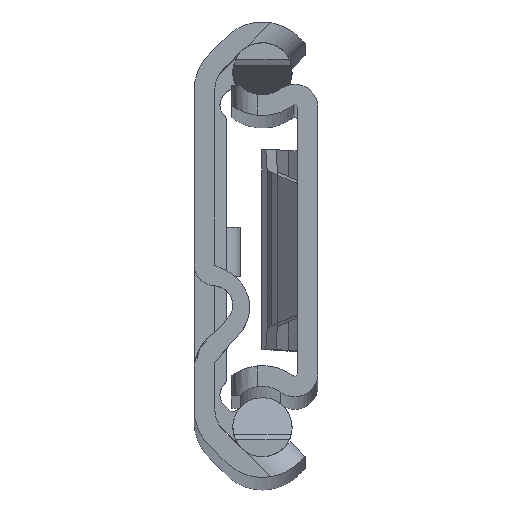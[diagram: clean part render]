
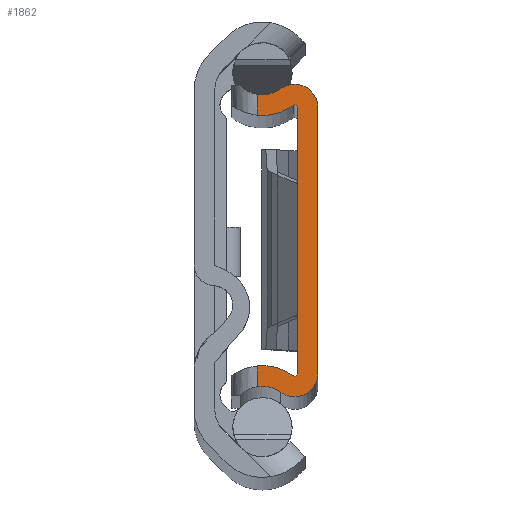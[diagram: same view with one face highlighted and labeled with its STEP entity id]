
A CAD part, top view. The second image highlights one B-rep face of the part: STEP entity #1862.
In plain terms, the highlighted planar face has unit normal (0, 0, 1).
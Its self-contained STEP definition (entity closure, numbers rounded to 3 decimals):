
#140 = ORIENTED_EDGE ( 'NONE', *, *, #9453, .T. ) ;
#177 = CARTESIAN_POINT ( 'NONE',  ( -1.92, 10.48, 0. ) ) ;
#680 = VERTEX_POINT ( 'NONE', #11168 ) ;
#693 = AXIS2_PLACEMENT_3D ( 'NONE', #3557, #11548, #3361 ) ;
#749 = CARTESIAN_POINT ( 'NONE',  ( -4.3, 13.67, 0. ) ) ;
#967 = VERTEX_POINT ( 'NONE', #7831 ) ;
#1170 = DIRECTION ( 'NONE',  ( 1., 0., 0. ) ) ;
#1181 = PLANE ( 'NONE',  #10545 ) ;
#1219 = VERTEX_POINT ( 'NONE', #8359 ) ;
#1240 = CARTESIAN_POINT ( 'NONE',  ( 0., -10.32, 0. ) ) ;
#1269 = DIRECTION ( 'NONE',  ( 0., 0., 1. ) ) ;
#1352 = AXIS2_PLACEMENT_3D ( 'NONE', #12113, #12042, #1970 ) ;
#1363 = CARTESIAN_POINT ( 'NONE',  ( -1.8, -10.32, 0. ) ) ;
#1375 = LINE ( 'NONE', #4374, #7313 ) ;
#1398 = CARTESIAN_POINT ( 'NONE',  ( -4.7, 11.324, 0. ) ) ;
#1520 = EDGE_CURVE ( 'NONE', #967, #4356, #12655, .T. ) ;
#1761 = DIRECTION ( 'NONE',  ( 1., 0., 0. ) ) ;
#1777 = CARTESIAN_POINT ( 'NONE',  ( -4.7, 10.32, 0. ) ) ;
#1862 = ADVANCED_FACE ( 'NONE', ( #7920 ), #1181, .T. ) ;
#1970 = DIRECTION ( 'NONE',  ( 1., 0., 0. ) ) ;
#2049 = AXIS2_PLACEMENT_3D ( 'NONE', #8242, #6067, #3256 ) ;
#2216 = DIRECTION ( 'NONE',  ( 0., 0., 1. ) ) ;
#2270 = DIRECTION ( 'NONE',  ( 0., 0., 1. ) ) ;
#2368 = DIRECTION ( 'NONE',  ( 0., 1., 0. ) ) ;
#2433 = LINE ( 'NONE', #6296, #12691 ) ;
#2437 = CARTESIAN_POINT ( 'NONE',  ( -2.877, 11.763, 0. ) ) ;
#2537 = AXIS2_PLACEMENT_3D ( 'NONE', #749, #4727, #8721 ) ;
#2698 = ORIENTED_EDGE ( 'NONE', *, *, #5710, .T. ) ;
#2877 = CIRCLE ( 'NONE', #8570, 0.2 ) ;
#3105 = VECTOR ( 'NONE', #6551, 1000. ) ;
#3256 = DIRECTION ( 'NONE',  ( 1., 0., 0. ) ) ;
#3361 = DIRECTION ( 'NONE',  ( 1., 0., 0. ) ) ;
#3396 = CIRCLE ( 'NONE', #693, 3.98 ) ;
#3557 = CARTESIAN_POINT ( 'NONE',  ( -4.3, -13.67, 0. ) ) ;
#3623 = ORIENTED_EDGE ( 'NONE', *, *, #1520, .T. ) ;
#3757 = ORIENTED_EDGE ( 'NONE', *, *, #8496, .T. ) ;
#3831 = VERTEX_POINT ( 'NONE', #4857 ) ;
#3877 = DIRECTION ( 'NONE',  ( 1., 0., 0. ) ) ;
#3966 = ORIENTED_EDGE ( 'NONE', *, *, #12372, .T. ) ;
#3975 = CARTESIAN_POINT ( 'NONE',  ( -1.8, 10.32, 0. ) ) ;
#4117 = ORIENTED_EDGE ( 'NONE', *, *, #7866, .T. ) ;
#4149 = AXIS2_PLACEMENT_3D ( 'NONE', #9114, #10094, #3877 ) ;
#4244 = AXIS2_PLACEMENT_3D ( 'NONE', #5118, #1269, #9957 ) ;
#4356 = VERTEX_POINT ( 'NONE', #5419 ) ;
#4374 = CARTESIAN_POINT ( 'NONE',  ( -1.6, 0., 0. ) ) ;
#4453 = DIRECTION ( 'NONE',  ( 0., -1., 0. ) ) ;
#4583 = LINE ( 'NONE', #1777, #5425 ) ;
#4727 = DIRECTION ( 'NONE',  ( 0., 0., -1. ) ) ;
#4759 = CARTESIAN_POINT ( 'NONE',  ( -1.8, 10.32, 0. ) ) ;
#4857 = CARTESIAN_POINT ( 'NONE',  ( -1.92, -10.48, 0. ) ) ;
#4903 = ORIENTED_EDGE ( 'NONE', *, *, #8581, .T. ) ;
#5118 = CARTESIAN_POINT ( 'NONE',  ( -4.3, 13.67, 0. ) ) ;
#5134 = VERTEX_POINT ( 'NONE', #1398 ) ;
#5150 = EDGE_CURVE ( 'NONE', #5676, #680, #2433, .T. ) ;
#5279 = CIRCLE ( 'NONE', #9468, 1.8 ) ;
#5419 = CARTESIAN_POINT ( 'NONE',  ( -2.877, -11.763, 0. ) ) ;
#5425 = VECTOR ( 'NONE', #4453, 1000. ) ;
#5676 = VERTEX_POINT ( 'NONE', #1240 ) ;
#5710 = EDGE_CURVE ( 'NONE', #680, #6070, #6230, .T. ) ;
#6067 = DIRECTION ( 'NONE',  ( 0., 0., 1. ) ) ;
#6070 = VERTEX_POINT ( 'NONE', #2437 ) ;
#6230 = CIRCLE ( 'NONE', #2049, 1.8 ) ;
#6296 = CARTESIAN_POINT ( 'NONE',  ( 0., 10.32, 0. ) ) ;
#6551 = DIRECTION ( 'NONE',  ( 0., -1., 0. ) ) ;
#6779 = ORIENTED_EDGE ( 'NONE', *, *, #5150, .T. ) ;
#6834 = EDGE_LOOP ( 'NONE', ( #12485, #4903, #3623, #9605, #6779, #2698, #140, #3757, #3966, #10698, #8104, #4117 ) ) ;
#7078 = EDGE_CURVE ( 'NONE', #12925, #7427, #1375, .T. ) ;
#7177 = CIRCLE ( 'NONE', #4244, 3.98 ) ;
#7241 = EDGE_CURVE ( 'NONE', #11893, #12925, #2877, .T. ) ;
#7313 = VECTOR ( 'NONE', #7525, 1000. ) ;
#7427 = VERTEX_POINT ( 'NONE', #7970 ) ;
#7525 = DIRECTION ( 'NONE',  ( 0., -1., 0. ) ) ;
#7655 = DIRECTION ( 'NONE',  ( 0., 0., -1. ) ) ;
#7831 = CARTESIAN_POINT ( 'NONE',  ( -4.7, -11.324, 0. ) ) ;
#7866 = EDGE_CURVE ( 'NONE', #7427, #3831, #8552, .T. ) ;
#7920 = FACE_OUTER_BOUND ( 'NONE', #6834, .T. ) ;
#7970 = CARTESIAN_POINT ( 'NONE',  ( -1.6, -10.32, 0. ) ) ;
#8104 = ORIENTED_EDGE ( 'NONE', *, *, #7078, .T. ) ;
#8113 = DIRECTION ( 'NONE',  ( 1., 0., 0. ) ) ;
#8242 = CARTESIAN_POINT ( 'NONE',  ( -1.8, 10.32, 0. ) ) ;
#8359 = CARTESIAN_POINT ( 'NONE',  ( -4.7, -9.71, 0. ) ) ;
#8496 = EDGE_CURVE ( 'NONE', #5134, #12161, #9680, .T. ) ;
#8552 = CIRCLE ( 'NONE', #4149, 0.2 ) ;
#8570 = AXIS2_PLACEMENT_3D ( 'NONE', #4759, #7655, #1761 ) ;
#8581 = EDGE_CURVE ( 'NONE', #1219, #967, #4583, .T. ) ;
#8721 = DIRECTION ( 'NONE',  ( 1., 0., 0. ) ) ;
#9114 = CARTESIAN_POINT ( 'NONE',  ( -1.8, -10.32, 0. ) ) ;
#9325 = CARTESIAN_POINT ( 'NONE',  ( -4.7, 9.71, 0. ) ) ;
#9453 = EDGE_CURVE ( 'NONE', #6070, #5134, #10056, .T. ) ;
#9468 = AXIS2_PLACEMENT_3D ( 'NONE', #1363, #2270, #1170 ) ;
#9605 = ORIENTED_EDGE ( 'NONE', *, *, #10519, .T. ) ;
#9680 = LINE ( 'NONE', #10668, #3105 ) ;
#9957 = DIRECTION ( 'NONE',  ( 1., 0., 0. ) ) ;
#10056 = CIRCLE ( 'NONE', #2537, 2.38 ) ;
#10094 = DIRECTION ( 'NONE',  ( 0., 0., -1. ) ) ;
#10344 = CARTESIAN_POINT ( 'NONE',  ( -1.6, 10.32, 0. ) ) ;
#10519 = EDGE_CURVE ( 'NONE', #4356, #5676, #5279, .T. ) ;
#10545 = AXIS2_PLACEMENT_3D ( 'NONE', #3975, #2216, #8113 ) ;
#10668 = CARTESIAN_POINT ( 'NONE',  ( -4.7, 10.32, 0. ) ) ;
#10698 = ORIENTED_EDGE ( 'NONE', *, *, #7241, .T. ) ;
#10732 = EDGE_CURVE ( 'NONE', #3831, #1219, #3396, .T. ) ;
#11168 = CARTESIAN_POINT ( 'NONE',  ( 0., 10.32, 0. ) ) ;
#11548 = DIRECTION ( 'NONE',  ( 0., 0., 1. ) ) ;
#11893 = VERTEX_POINT ( 'NONE', #177 ) ;
#12042 = DIRECTION ( 'NONE',  ( 0., 0., -1. ) ) ;
#12113 = CARTESIAN_POINT ( 'NONE',  ( -4.3, -13.67, 0. ) ) ;
#12161 = VERTEX_POINT ( 'NONE', #9325 ) ;
#12372 = EDGE_CURVE ( 'NONE', #12161, #11893, #7177, .T. ) ;
#12485 = ORIENTED_EDGE ( 'NONE', *, *, #10732, .T. ) ;
#12655 = CIRCLE ( 'NONE', #1352, 2.38 ) ;
#12691 = VECTOR ( 'NONE', #2368, 1000. ) ;
#12925 = VERTEX_POINT ( 'NONE', #10344 ) ;
